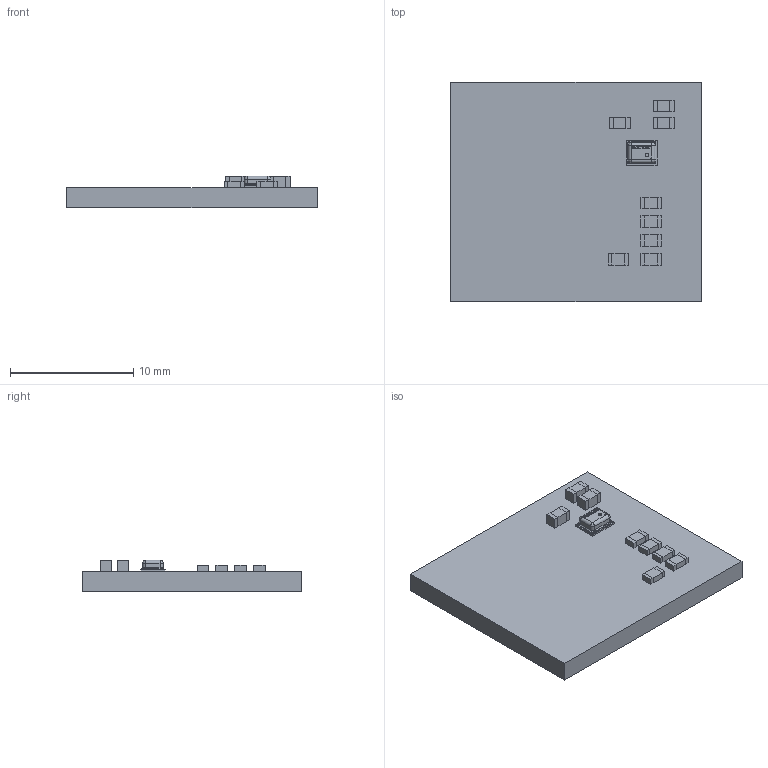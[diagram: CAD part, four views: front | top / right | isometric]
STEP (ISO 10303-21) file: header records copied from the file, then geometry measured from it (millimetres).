
FILE_DESCRIPTION(('Open CASCADE Model'),'2;1');
FILE_NAME('Open CASCADE Shape Model','2018-04-23T21:50:48',('Author'),( 'Open CASCADE'),'Open CASCADE STEP processor 6.5','Open CASCADE 6.5' ,'Unknown');
FILE_SCHEMA(('AUTOMOTIVE_DESIGN { 1 0 10303 214 1 1 1 1 }'));
Length unit declared in the file: millimetre
Products named in the file (20): PCB; Board; C1; 1175837712; Extruded; 1175837456; C2; C3; R1; 1189094656; 1189094528; R2; R3; R4; R5; U1; Module_LGA_2.0x2.5_Bosch-BMP280
Assembly tree (39 placements, depth 4):
  PCB
    Board
    C1
      1175837712  x2
        Extruded
      1175837456
        Extruded
    C2
      1175837712  x2
        Extruded
      1175837456
        Extruded
    C3
      1175837712  x2
        Extruded
      1175837456
        Extruded
    R1
      1189094656  x2
        Extruded
      1189094528
        Extruded
    R2
      1189094656  x2
        Extruded
      1189094528
        Extruded
    R3
      1189094656  x2
        Extruded
      1189094528
        Extruded
    R4
      1189094656  x2
        Extruded
      1189094528
        Extruded
    R5
      1189094656  x2
        Extruded
      1189094528
        Extruded
    U1
      Module_LGA_2.0x2.5_Bosch-BMP280
Bounding box: 20.32 x 17.78 x 2.58 mm (x, y, z)
Volume: 606.1 mm3; surface area: 936.3 mm2
Topology: 26 solids, 26 shells, 390 faces, 912 edges, 598 vertices
Faces by surface type: plane 355, cylinder 19, torus 12, sphere 4
Full cylindrical faces by diameter (mm): 0.15 x1, 0.2 x1, 0.3 x1
Entity records: 20415 total; most frequent: CARTESIAN_POINT 4688, DIRECTION 2524, LINE 1775, VECTOR 1775, ORIENTED_EDGE 1344, PCURVE 1344, DEFINITIONAL_REPRESENTATION 1344, EDGE_CURVE 672
